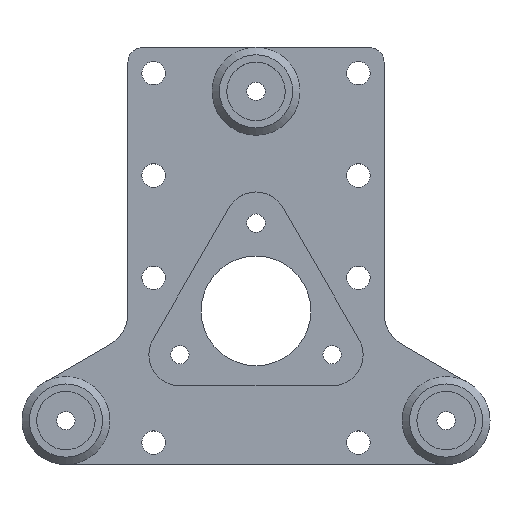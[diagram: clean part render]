
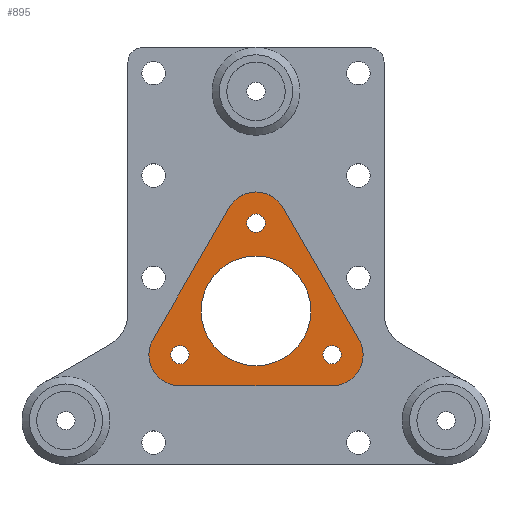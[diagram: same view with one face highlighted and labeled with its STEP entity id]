
A CAD part, top view. The second image highlights one B-rep face of the part: STEP entity #895.
In plain terms, the highlighted planar face has unit normal (0, 0, 1).
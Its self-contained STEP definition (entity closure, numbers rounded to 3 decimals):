
#30=FACE_BOUND('',#182,.T.);
#31=FACE_BOUND('',#183,.T.);
#32=FACE_BOUND('',#184,.T.);
#33=FACE_BOUND('',#185,.T.);
#59=PLANE('',#999);
#117=FACE_OUTER_BOUND('',#181,.T.);
#181=EDGE_LOOP('',(#732,#733,#734,#735,#736,#737));
#182=EDGE_LOOP('',(#738));
#183=EDGE_LOOP('',(#739));
#184=EDGE_LOOP('',(#740));
#185=EDGE_LOOP('',(#741));
#251=LINE('',#1469,#312);
#255=LINE('',#1478,#316);
#258=LINE('',#1486,#319);
#312=VECTOR('',#1185,10.);
#316=VECTOR('',#1195,10.);
#319=VECTOR('',#1204,10.);
#387=CIRCLE('',#992,4.25);
#388=CIRCLE('',#995,4.25);
#389=CIRCLE('',#998,4.25);
#390=CIRCLE('',#1000,1.25);
#391=CIRCLE('',#1001,7.5);
#392=CIRCLE('',#1002,1.25);
#393=CIRCLE('',#1003,1.25);
#462=VERTEX_POINT('',#1466);
#463=VERTEX_POINT('',#1468);
#464=VERTEX_POINT('',#1472);
#465=VERTEX_POINT('',#1476);
#466=VERTEX_POINT('',#1480);
#467=VERTEX_POINT('',#1484);
#468=VERTEX_POINT('',#1490);
#469=VERTEX_POINT('',#1492);
#470=VERTEX_POINT('',#1494);
#471=VERTEX_POINT('',#1496);
#557=EDGE_CURVE('',#462,#463,#251,.T.);
#560=EDGE_CURVE('',#464,#462,#387,.T.);
#562=EDGE_CURVE('',#465,#464,#255,.T.);
#564=EDGE_CURVE('',#466,#465,#388,.T.);
#566=EDGE_CURVE('',#467,#466,#258,.T.);
#567=EDGE_CURVE('',#463,#467,#389,.T.);
#568=EDGE_CURVE('',#468,#468,#390,.T.);
#569=EDGE_CURVE('',#469,#469,#391,.T.);
#570=EDGE_CURVE('',#470,#470,#392,.T.);
#571=EDGE_CURVE('',#471,#471,#393,.T.);
#732=ORIENTED_EDGE('',*,*,#567,.F.);
#733=ORIENTED_EDGE('',*,*,#557,.F.);
#734=ORIENTED_EDGE('',*,*,#560,.F.);
#735=ORIENTED_EDGE('',*,*,#562,.F.);
#736=ORIENTED_EDGE('',*,*,#564,.F.);
#737=ORIENTED_EDGE('',*,*,#566,.F.);
#738=ORIENTED_EDGE('',*,*,#568,.F.);
#739=ORIENTED_EDGE('',*,*,#569,.F.);
#740=ORIENTED_EDGE('',*,*,#570,.F.);
#741=ORIENTED_EDGE('',*,*,#571,.F.);
#895=ADVANCED_FACE('',(#117,#30,#31,#32,#33),#59,.T.);
#992=AXIS2_PLACEMENT_3D('',#1474,#1190,#1191);
#995=AXIS2_PLACEMENT_3D('',#1482,#1199,#1200);
#998=AXIS2_PLACEMENT_3D('',#1488,#1207,#1208);
#999=AXIS2_PLACEMENT_3D('',#1489,#1209,#1210);
#1000=AXIS2_PLACEMENT_3D('',#1491,#1211,#1212);
#1001=AXIS2_PLACEMENT_3D('',#1493,#1213,#1214);
#1002=AXIS2_PLACEMENT_3D('',#1495,#1215,#1216);
#1003=AXIS2_PLACEMENT_3D('',#1497,#1217,#1218);
#1185=DIRECTION('',(-1.,0.,0.));
#1190=DIRECTION('center_axis',(0.,0.,-1.));
#1191=DIRECTION('ref_axis',(0.,-1.,0.));
#1195=DIRECTION('',(0.5,-0.866,0.));
#1199=DIRECTION('center_axis',(0.,0.,-1.));
#1200=DIRECTION('ref_axis',(0.866,0.5,0.));
#1204=DIRECTION('',(0.5,0.866,0.));
#1207=DIRECTION('center_axis',(0.,0.,-1.));
#1208=DIRECTION('ref_axis',(-0.866,0.5,0.));
#1209=DIRECTION('center_axis',(0.,0.,1.));
#1210=DIRECTION('ref_axis',(1.,0.,0.));
#1211=DIRECTION('center_axis',(0.,0.,1.));
#1212=DIRECTION('ref_axis',(-1.,0.,0.));
#1213=DIRECTION('center_axis',(0.,0.,1.));
#1214=DIRECTION('ref_axis',(-1.,0.,0.));
#1215=DIRECTION('center_axis',(0.,0.,1.));
#1216=DIRECTION('ref_axis',(-1.,0.,0.));
#1217=DIRECTION('center_axis',(0.,0.,1.));
#1218=DIRECTION('ref_axis',(-1.,0.,0.));
#1466=CARTESIAN_POINT('',(10.392,-10.25,-0.5));
#1468=CARTESIAN_POINT('',(-10.392,-10.25,-0.5));
#1469=CARTESIAN_POINT('',(-10.392,-10.25,-0.5));
#1472=CARTESIAN_POINT('',(14.073,-3.875,-0.5));
#1474=CARTESIAN_POINT('Origin',(10.392,-6.,-0.5));
#1476=CARTESIAN_POINT('',(3.681,14.125,-0.5));
#1478=CARTESIAN_POINT('',(14.073,-3.875,-0.5));
#1480=CARTESIAN_POINT('',(-3.681,14.125,-0.5));
#1482=CARTESIAN_POINT('Origin',(0.,12.,-0.5));
#1484=CARTESIAN_POINT('',(-14.073,-3.875,-0.5));
#1486=CARTESIAN_POINT('',(-3.681,14.125,-0.5));
#1488=CARTESIAN_POINT('Origin',(-10.392,-6.,-0.5));
#1489=CARTESIAN_POINT('Origin',(0.,3.,-0.5));
#1490=CARTESIAN_POINT('',(11.642,-6.,-0.5));
#1491=CARTESIAN_POINT('Origin',(10.392,-6.,-0.5));
#1492=CARTESIAN_POINT('',(7.5,0.,-0.5));
#1493=CARTESIAN_POINT('Origin',(0.,0.,-0.5));
#1494=CARTESIAN_POINT('',(-9.142,-6.,-0.5));
#1495=CARTESIAN_POINT('Origin',(-10.392,-6.,-0.5));
#1496=CARTESIAN_POINT('',(1.25,12.,-0.5));
#1497=CARTESIAN_POINT('Origin',(0.,12.,-0.5));
